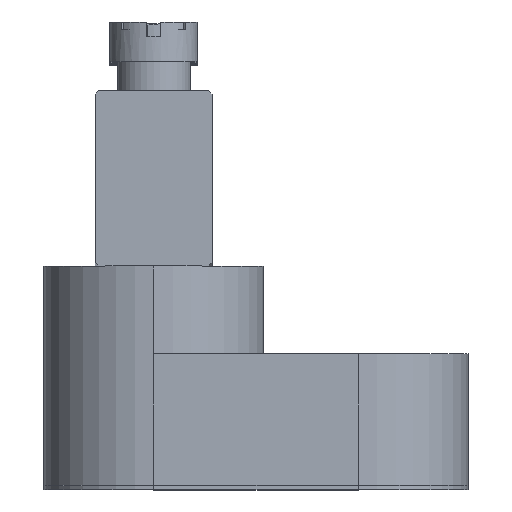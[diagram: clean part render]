
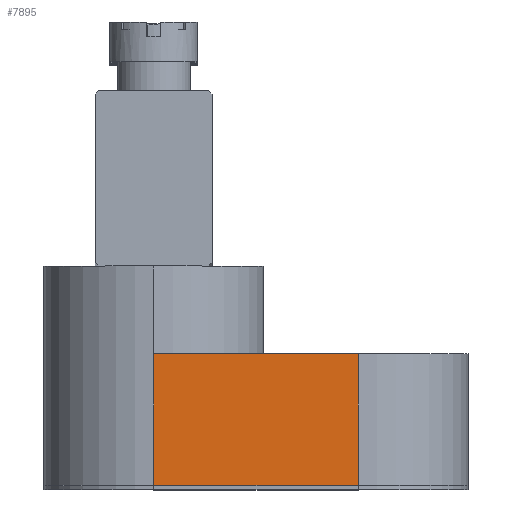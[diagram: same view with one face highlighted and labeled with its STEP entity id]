
A CAD part, top view. The second image highlights one B-rep face of the part: STEP entity #7895.
In plain terms, the highlighted planar face has unit normal (0, 0, 1).
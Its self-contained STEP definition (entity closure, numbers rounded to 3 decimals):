
#540 = ORIENTED_EDGE ( 'NONE', *, *, #2335, .T. ) ;
#593 = LINE ( 'NONE', #9077, #9489 ) ;
#962 = ORIENTED_EDGE ( 'NONE', *, *, #2659, .F. ) ;
#1573 = FACE_OUTER_BOUND ( 'NONE', #7904, .T. ) ;
#1597 = VERTEX_POINT ( 'NONE', #1813 ) ;
#1813 = CARTESIAN_POINT ( 'NONE',  ( 7., 0., 7.5 ) ) ;
#2335 = EDGE_CURVE ( 'NONE', #4284, #1597, #7704, .T. ) ;
#2564 = CARTESIAN_POINT ( 'NONE',  ( -14.5, 0., 7.5 ) ) ;
#2643 = DIRECTION ( 'NONE',  ( 1., 0., 0. ) ) ;
#2659 = EDGE_CURVE ( 'NONE', #4284, #7246, #3735, .T. ) ;
#2756 = EDGE_CURVE ( 'NONE', #7246, #5753, #593, .T. ) ;
#2770 = PLANE ( 'NONE',  #9762 ) ;
#3208 = EDGE_CURVE ( 'NONE', #1597, #5753, #8432, .T. ) ;
#3545 = ORIENTED_EDGE ( 'NONE', *, *, #3208, .T. ) ;
#3735 = LINE ( 'NONE', #9590, #8111 ) ;
#4284 = VERTEX_POINT ( 'NONE', #5210 ) ;
#5210 = CARTESIAN_POINT ( 'NONE',  ( -7., 0., 7.5 ) ) ;
#5358 = VECTOR ( 'NONE', #2643, 1000. ) ;
#5567 = ORIENTED_EDGE ( 'NONE', *, *, #2756, .F. ) ;
#5657 = DIRECTION ( 'NONE',  ( 0., 1., 0. ) ) ;
#5753 = VERTEX_POINT ( 'NONE', #9829 ) ;
#5871 = CARTESIAN_POINT ( 'NONE',  ( 7., -10.607, 7.5 ) ) ;
#6101 = VECTOR ( 'NONE', #5657, 1000. ) ;
#7099 = CARTESIAN_POINT ( 'NONE',  ( -14.5, 9., 7.5 ) ) ;
#7246 = VERTEX_POINT ( 'NONE', #7513 ) ;
#7513 = CARTESIAN_POINT ( 'NONE',  ( -7., 9., 7.5 ) ) ;
#7704 = LINE ( 'NONE', #2564, #5358 ) ;
#7895 = ADVANCED_FACE ( 'NONE', ( #1573 ), #2770, .F. ) ;
#7904 = EDGE_LOOP ( 'NONE', ( #3545, #5567, #962, #540 ) ) ;
#8111 = VECTOR ( 'NONE', #9660, 1000. ) ;
#8432 = LINE ( 'NONE', #5871, #6101 ) ;
#8828 = DIRECTION ( 'NONE',  ( -1., 0., 0. ) ) ;
#9010 = DIRECTION ( 'NONE',  ( 1., 0., 0. ) ) ;
#9077 = CARTESIAN_POINT ( 'NONE',  ( -14.5, 9., 7.5 ) ) ;
#9489 = VECTOR ( 'NONE', #9010, 1000. ) ;
#9590 = CARTESIAN_POINT ( 'NONE',  ( -7., -10.607, 7.5 ) ) ;
#9660 = DIRECTION ( 'NONE',  ( 0., 1., 0. ) ) ;
#9762 = AXIS2_PLACEMENT_3D ( 'NONE', #7099, #10406, #8828 ) ;
#9829 = CARTESIAN_POINT ( 'NONE',  ( 7., 9., 7.5 ) ) ;
#10406 = DIRECTION ( 'NONE',  ( 0., 0., -1. ) ) ;
